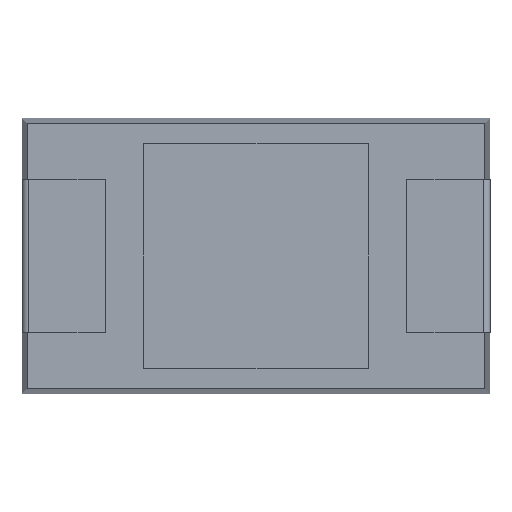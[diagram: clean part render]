
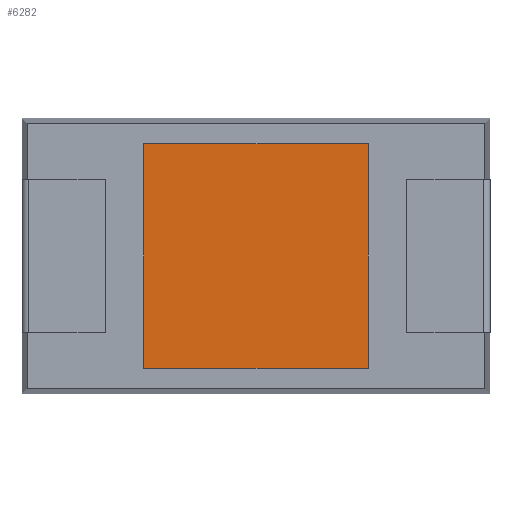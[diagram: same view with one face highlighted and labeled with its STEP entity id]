
A CAD part, front view. The second image highlights one B-rep face of the part: STEP entity #6282.
In plain terms, the highlighted planar face has unit normal (0, -1, 0).
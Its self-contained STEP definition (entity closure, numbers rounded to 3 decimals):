
#213 = VECTOR ( 'NONE', #1829, 1000. ) ;
#630 = DIRECTION ( 'NONE',  ( 0., -1., 0. ) ) ;
#1015 = VERTEX_POINT ( 'NONE', #5990 ) ;
#1183 = DIRECTION ( 'NONE',  ( 0., 0., -1. ) ) ;
#1231 = VECTOR ( 'NONE', #2905, 1000. ) ;
#1268 = VECTOR ( 'NONE', #3008, 1000. ) ;
#1298 = LINE ( 'NONE', #4920, #1231 ) ;
#1724 = EDGE_CURVE ( 'NONE', #3035, #4456, #3930, .T. ) ;
#1829 = DIRECTION ( 'NONE',  ( 0., 0., 1. ) ) ;
#1842 = EDGE_CURVE ( 'NONE', #4456, #1015, #3212, .T. ) ;
#1849 = CARTESIAN_POINT ( 'NONE',  ( -1.75, 0., 1.75 ) ) ;
#2277 = PLANE ( 'NONE',  #5618 ) ;
#2518 = EDGE_CURVE ( 'NONE', #5488, #3035, #1298, .T. ) ;
#2689 = CARTESIAN_POINT ( 'NONE',  ( 1.75, 0., 1.75 ) ) ;
#2859 = ORIENTED_EDGE ( 'NONE', *, *, #1842, .F. ) ;
#2905 = DIRECTION ( 'NONE',  ( -1., 0., 0. ) ) ;
#3008 = DIRECTION ( 'NONE',  ( 0., 0., -1. ) ) ;
#3035 = VERTEX_POINT ( 'NONE', #4970 ) ;
#3158 = ORIENTED_EDGE ( 'NONE', *, *, #1724, .F. ) ;
#3212 = LINE ( 'NONE', #2689, #5552 ) ;
#3902 = CARTESIAN_POINT ( 'NONE',  ( -1.75, 0., 1.75 ) ) ;
#3930 = LINE ( 'NONE', #3902, #213 ) ;
#4028 = ORIENTED_EDGE ( 'NONE', *, *, #2518, .F. ) ;
#4137 = LINE ( 'NONE', #6151, #1268 ) ;
#4261 = FACE_OUTER_BOUND ( 'NONE', #6455, .T. ) ;
#4456 = VERTEX_POINT ( 'NONE', #1849 ) ;
#4739 = ORIENTED_EDGE ( 'NONE', *, *, #5431, .F. ) ;
#4741 = DIRECTION ( 'NONE',  ( 1., 0., 0. ) ) ;
#4920 = CARTESIAN_POINT ( 'NONE',  ( -1.75, 0., -1.75 ) ) ;
#4970 = CARTESIAN_POINT ( 'NONE',  ( -1.75, 0., -1.75 ) ) ;
#5409 = CARTESIAN_POINT ( 'NONE',  ( 0., 0., 0. ) ) ;
#5431 = EDGE_CURVE ( 'NONE', #1015, #5488, #4137, .T. ) ;
#5488 = VERTEX_POINT ( 'NONE', #5780 ) ;
#5552 = VECTOR ( 'NONE', #4741, 1000. ) ;
#5618 = AXIS2_PLACEMENT_3D ( 'NONE', #5409, #630, #1183 ) ;
#5780 = CARTESIAN_POINT ( 'NONE',  ( 1.75, 0., -1.75 ) ) ;
#5990 = CARTESIAN_POINT ( 'NONE',  ( 1.75, 0., 1.75 ) ) ;
#6151 = CARTESIAN_POINT ( 'NONE',  ( 1.75, 0., -1.75 ) ) ;
#6282 = ADVANCED_FACE ( 'NONE', ( #4261 ), #2277, .T. ) ;
#6455 = EDGE_LOOP ( 'NONE', ( #3158, #4028, #4739, #2859 ) ) ;
